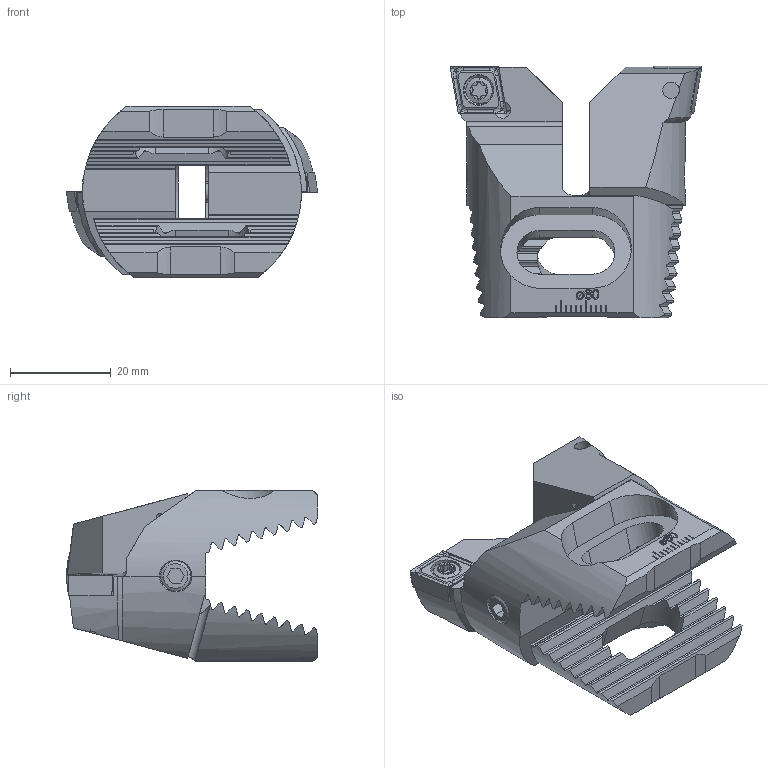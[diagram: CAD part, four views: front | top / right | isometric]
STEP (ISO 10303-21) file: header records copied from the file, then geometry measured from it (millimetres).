
FILE_DESCRIPTION (( 'STEP AP214' ), '1' );
FILE_NAME ('D14.039.051.009.STEP', '2015-10-05T07:42:49', ( 'SWIAdmin' ), ( 'Hewlett-Packard Company' ), 'SwSTEP 2.0', 'SolidWorks 2015', '' );
FILE_SCHEMA (( 'AUTOMOTIVE_DESIGN' ));
Length unit declared in the file: millimetre
Products named in the file (5): D14.039.051.009; Z42-ER3.001.016; CCMT09T304; WCB-ER2.001.009_A; Z42-xxx.001.028_D
Assembly tree (8 placements, depth 2):
  D14.039.051.009
    Z42-xxx.001.028_D  x2
    WCB-ER2.001.009_A  x2
    CCMT09T304  x2
    Z42-ER3.001.016  x2
Bounding box: 50 x 50.1 x 34.2 mm (x, y, z)
Volume: 27315.7 mm3; surface area: 13497.9 mm2
Topology: 8 solids, 8 shells, 636 faces, 1696 edges, 1066 vertices
Faces by surface type: plane 326, cylinder 126, bspline 88, cone 72, torus 16, sphere 8
Entity records: 13642 total; most frequent: CARTESIAN_POINT 4819, ORIENTED_EDGE 1672, DIRECTION 1273, EDGE_CURVE 836, VERTEX_POINT 533, LINE 447, VECTOR 447, AXIS2_PLACEMENT_3D 413
